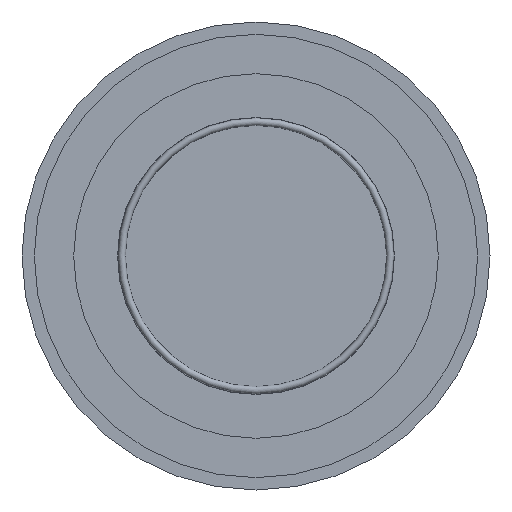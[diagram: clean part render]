
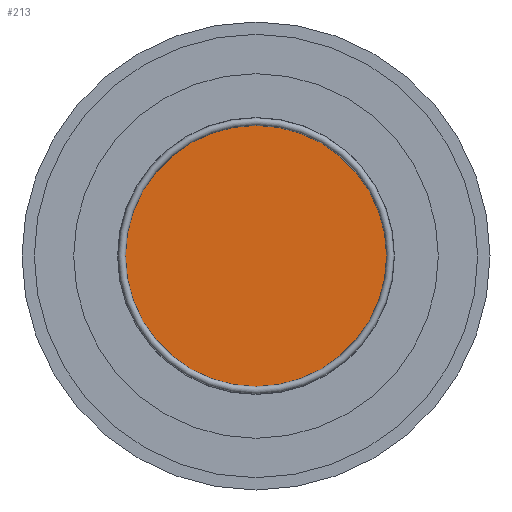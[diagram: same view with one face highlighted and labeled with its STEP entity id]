
A CAD part, front view. The second image highlights one B-rep face of the part: STEP entity #213.
In plain terms, the highlighted planar face has unit normal (0, -1, 0).
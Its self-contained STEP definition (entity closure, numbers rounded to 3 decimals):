
#26 = DIRECTION ( 'NONE',  ( -1., 0., 0. ) ) ;
#43 = AXIS2_PLACEMENT_3D ( 'NONE', #765, #525, #26 ) ;
#66 = AXIS2_PLACEMENT_3D ( 'NONE', #638, #583, #755 ) ;
#74 = EDGE_CURVE ( 'NONE', #99, #99, #385, .T. ) ;
#99 = VERTEX_POINT ( 'NONE', #718 ) ;
#136 = PLANE ( 'NONE',  #66 ) ;
#213 = ADVANCED_FACE ( 'NONE', ( #503 ), #136, .T. ) ;
#385 = CIRCLE ( 'NONE', #43, 26.5 ) ;
#503 = FACE_OUTER_BOUND ( 'NONE', #647, .T. ) ;
#525 = DIRECTION ( 'NONE',  ( 0., -1., 0. ) ) ;
#583 = DIRECTION ( 'NONE',  ( 0., -1., 0. ) ) ;
#638 = CARTESIAN_POINT ( 'NONE',  ( 0., -12.9, 0. ) ) ;
#647 = EDGE_LOOP ( 'NONE', ( #664 ) ) ;
#664 = ORIENTED_EDGE ( 'NONE', *, *, #74, .T. ) ;
#718 = CARTESIAN_POINT ( 'NONE',  ( -26.5, -12.9, 0. ) ) ;
#755 = DIRECTION ( 'NONE',  ( 1., 0., 0. ) ) ;
#765 = CARTESIAN_POINT ( 'NONE',  ( 0., -12.9, 0. ) ) ;
